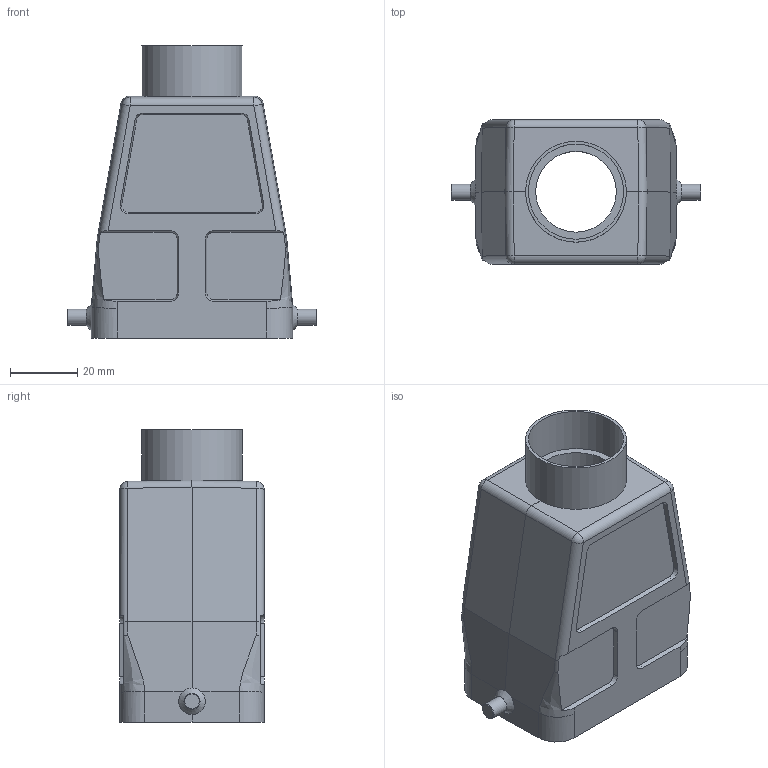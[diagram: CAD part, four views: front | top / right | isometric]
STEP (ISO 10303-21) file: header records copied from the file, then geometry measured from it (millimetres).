
FILE_DESCRIPTION(/* description */ (''),/* implementation_level */ '2;1');
FILE_NAME(/* name */ '100195488ugm000_c.stp',/* time_stamp */ '2019-08-01T08:00:15+02:00',/* author */ (''),/* organization */ (''),/* preprocessor_version */ 'ST-DEVELOPER v16.7',/* originating_system */ 'SIEMENS PLM Software NX 12.0',/* authorisation */ '');
FILE_SCHEMA (('AUTOMOTIVE_DESIGN { 1 0 10303 214 3 1 1 1 }'));
Length unit declared in the file: millimetre
Products named in the file (1): 100195488ugm000_c
Bounding box: 74.2 x 43 x 87 mm (x, y, z)
Volume: 51211.3 mm3; surface area: 31963.1 mm2
Topology: 1 solids, 1 shells, 284 faces, 748 edges, 482 vertices
Faces by surface type: plane 164, cylinder 55, bspline 35, cone 26, sphere 4
Full cylindrical faces by diameter (mm): 3 x4, 4.8 x2, 24 x1, 26.78 x1, 26.9 x1, 28.3 x1, 30 x1
Entity records: 10729 total; most frequent: CARTESIAN_POINT 3378, ORIENTED_EDGE 1426, DIRECTION 1218, EDGE_CURVE 713, VERTEX_POINT 469, LINE 428, VECTOR 428, AXIS2_PLACEMENT_3D 395
